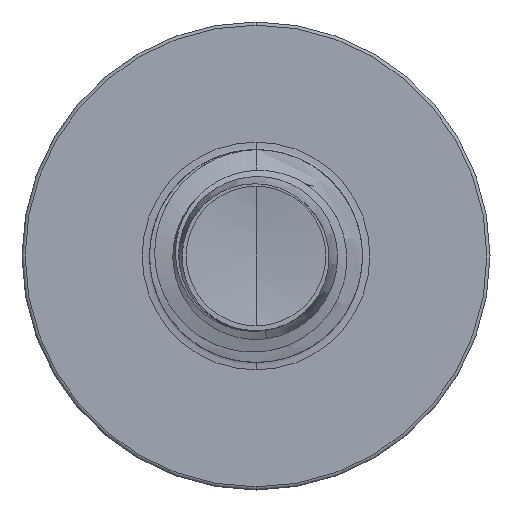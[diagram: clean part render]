
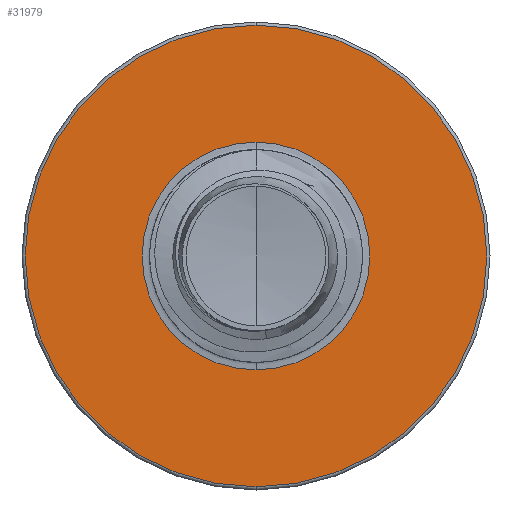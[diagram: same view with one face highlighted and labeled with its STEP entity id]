
A CAD part, front view. The second image highlights one B-rep face of the part: STEP entity #31979.
In plain terms, the highlighted planar face has unit normal (0, -1, 0).
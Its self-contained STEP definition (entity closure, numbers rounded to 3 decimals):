
#31 = EDGE_LOOP ( 'NONE', ( #32894, #13195 ) ) ;
#141 = EDGE_CURVE ( 'NONE', #32654, #11002, #16105, .T. ) ;
#2411 = DIRECTION ( 'NONE',  ( 0., 1., 0. ) ) ;
#2635 = DIRECTION ( 'NONE',  ( 0., 1., 0. ) ) ;
#3841 = VERTEX_POINT ( 'NONE', #8647 ) ;
#4332 = CARTESIAN_POINT ( 'NONE',  ( 0., 19., -5.425 ) ) ;
#6535 = CIRCLE ( 'NONE', #23065, 2.677 ) ;
#6792 = ORIENTED_EDGE ( 'NONE', *, *, #10242, .T. ) ;
#8499 = PLANE ( 'NONE',  #23839 ) ;
#8647 = CARTESIAN_POINT ( 'NONE',  ( 0., 19., 5.425 ) ) ;
#10242 = EDGE_CURVE ( 'NONE', #11002, #32654, #6535, .T. ) ;
#11002 = VERTEX_POINT ( 'NONE', #31172 ) ;
#13195 = ORIENTED_EDGE ( 'NONE', *, *, #21081, .F. ) ;
#14061 = DIRECTION ( 'NONE',  ( 0., 0., 1. ) ) ;
#14089 = CARTESIAN_POINT ( 'NONE',  ( 0., 19., 0. ) ) ;
#15529 = AXIS2_PLACEMENT_3D ( 'NONE', #19208, #2635, #21993 ) ;
#15557 = CARTESIAN_POINT ( 'NONE',  ( 0., 19., -2.677 ) ) ;
#15777 = DIRECTION ( 'NONE',  ( 0., 0., 1. ) ) ;
#15890 = CARTESIAN_POINT ( 'NONE',  ( 0., 19., 0. ) ) ;
#16105 = CIRCLE ( 'NONE', #30096, 2.677 ) ;
#16622 = AXIS2_PLACEMENT_3D ( 'NONE', #18987, #2411, #21771 ) ;
#16863 = DIRECTION ( 'NONE',  ( 0., 0., 1. ) ) ;
#17499 = VERTEX_POINT ( 'NONE', #4332 ) ;
#18987 = CARTESIAN_POINT ( 'NONE',  ( 0., 19., 0. ) ) ;
#19208 = CARTESIAN_POINT ( 'NONE',  ( 0., 19., 0. ) ) ;
#19794 = FACE_BOUND ( 'NONE', #30059, .T. ) ;
#21081 = EDGE_CURVE ( 'NONE', #17499, #3841, #23756, .T. ) ;
#21771 = DIRECTION ( 'NONE',  ( 0., 0., 1. ) ) ;
#21993 = DIRECTION ( 'NONE',  ( 0., 0., 1. ) ) ;
#23065 = AXIS2_PLACEMENT_3D ( 'NONE', #14089, #33335, #16863 ) ;
#23756 = CIRCLE ( 'NONE', #15529, 5.425 ) ;
#23839 = AXIS2_PLACEMENT_3D ( 'NONE', #27799, #30548, #14061 ) ;
#24809 = ORIENTED_EDGE ( 'NONE', *, *, #141, .T. ) ;
#26319 = CIRCLE ( 'NONE', #16622, 5.425 ) ;
#27799 = CARTESIAN_POINT ( 'NONE',  ( 0., 19., -2.677 ) ) ;
#30059 = EDGE_LOOP ( 'NONE', ( #6792, #24809 ) ) ;
#30096 = AXIS2_PLACEMENT_3D ( 'NONE', #15890, #32528, #15777 ) ;
#30548 = DIRECTION ( 'NONE',  ( 0., 1., 0. ) ) ;
#31172 = CARTESIAN_POINT ( 'NONE',  ( 0., 19., 2.677 ) ) ;
#31979 = ADVANCED_FACE ( 'NONE', ( #33548, #19794 ), #8499, .F. ) ;
#32528 = DIRECTION ( 'NONE',  ( 0., 1., 0. ) ) ;
#32654 = VERTEX_POINT ( 'NONE', #15557 ) ;
#32894 = ORIENTED_EDGE ( 'NONE', *, *, #34636, .F. ) ;
#33335 = DIRECTION ( 'NONE',  ( 0., 1., 0. ) ) ;
#33548 = FACE_OUTER_BOUND ( 'NONE', #31, .T. ) ;
#34636 = EDGE_CURVE ( 'NONE', #3841, #17499, #26319, .T. ) ;
